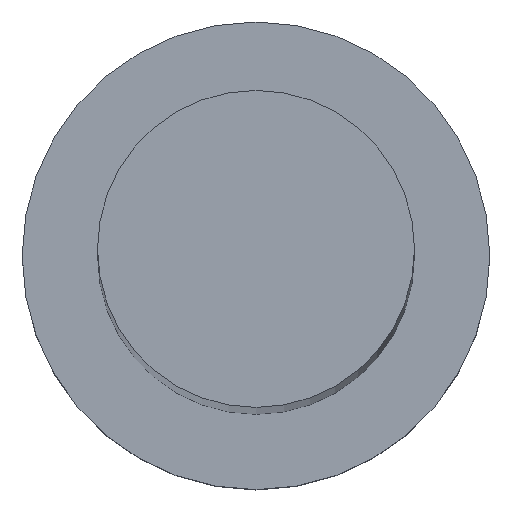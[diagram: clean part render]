
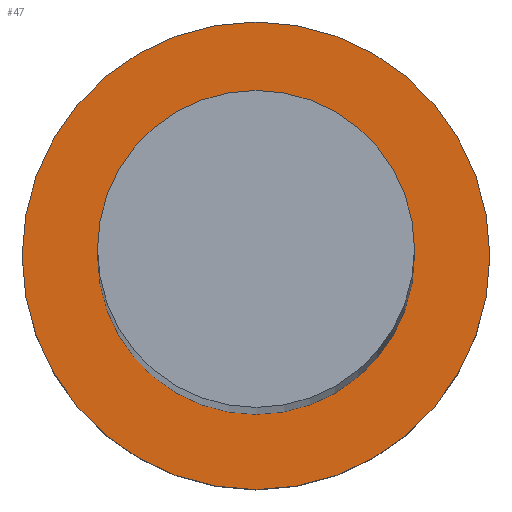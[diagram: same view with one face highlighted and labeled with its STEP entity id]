
A CAD part, top view. The second image highlights one B-rep face of the part: STEP entity #47.
In plain terms, the highlighted planar face has unit normal (0, 0, 1).
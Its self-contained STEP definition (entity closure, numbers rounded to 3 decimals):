
#11 = DIRECTION ( 'NONE',  ( 1., 0., 0. ) ) ;
#15 = DIRECTION ( 'NONE',  ( 1., 0., 0. ) ) ;
#22 = EDGE_CURVE ( 'NONE', #226, #240, #200, .T. ) ;
#23 = CARTESIAN_POINT ( 'NONE',  ( 0., 0., 7. ) ) ;
#30 = DIRECTION ( 'NONE',  ( 0., 0., 1. ) ) ;
#44 = CARTESIAN_POINT ( 'NONE',  ( 0., 0., 7. ) ) ;
#47 = ADVANCED_FACE ( 'NONE', ( #216, #149 ), #108, .T. ) ;
#58 = DIRECTION ( 'NONE',  ( 0., 0., 1. ) ) ;
#60 = AXIS2_PLACEMENT_3D ( 'NONE', #191, #164, #232 ) ;
#78 = CIRCLE ( 'NONE', #94, 6.1 ) ;
#79 = ORIENTED_EDGE ( 'NONE', *, *, #211, .F. ) ;
#92 = CARTESIAN_POINT ( 'NONE',  ( 0., 0., 7. ) ) ;
#94 = AXIS2_PLACEMENT_3D ( 'NONE', #92, #30, #233 ) ;
#95 = EDGE_LOOP ( 'NONE', ( #168, #217 ) ) ;
#99 = VERTEX_POINT ( 'NONE', #252 ) ;
#102 = DIRECTION ( 'NONE',  ( 0., 0., 1. ) ) ;
#107 = CARTESIAN_POINT ( 'NONE',  ( 0., 0., 7. ) ) ;
#108 = PLANE ( 'NONE',  #60 ) ;
#112 = CIRCLE ( 'NONE', #141, 9. ) ;
#114 = AXIS2_PLACEMENT_3D ( 'NONE', #44, #58, #198 ) ;
#126 = CARTESIAN_POINT ( 'NONE',  ( -9., 0., 7. ) ) ;
#141 = AXIS2_PLACEMENT_3D ( 'NONE', #107, #151, #15 ) ;
#149 = FACE_OUTER_BOUND ( 'NONE', #95, .T. ) ;
#151 = DIRECTION ( 'NONE',  ( 0., 0., 1. ) ) ;
#164 = DIRECTION ( 'NONE',  ( 0., 0., 1. ) ) ;
#165 = EDGE_CURVE ( 'NONE', #240, #226, #112, .T. ) ;
#168 = ORIENTED_EDGE ( 'NONE', *, *, #165, .T. ) ;
#172 = EDGE_CURVE ( 'NONE', #192, #99, #78, .T. ) ;
#174 = ORIENTED_EDGE ( 'NONE', *, *, #172, .F. ) ;
#176 = CARTESIAN_POINT ( 'NONE',  ( 9., 0., 7. ) ) ;
#191 = CARTESIAN_POINT ( 'NONE',  ( 0., 0., 7. ) ) ;
#192 = VERTEX_POINT ( 'NONE', #237 ) ;
#198 = DIRECTION ( 'NONE',  ( 1., 0., 0. ) ) ;
#200 = CIRCLE ( 'NONE', #234, 9. ) ;
#211 = EDGE_CURVE ( 'NONE', #99, #192, #239, .T. ) ;
#216 = FACE_BOUND ( 'NONE', #220, .T. ) ;
#217 = ORIENTED_EDGE ( 'NONE', *, *, #22, .T. ) ;
#220 = EDGE_LOOP ( 'NONE', ( #174, #79 ) ) ;
#226 = VERTEX_POINT ( 'NONE', #176 ) ;
#232 = DIRECTION ( 'NONE',  ( 1., 0., 0. ) ) ;
#233 = DIRECTION ( 'NONE',  ( 1., 0., 0. ) ) ;
#234 = AXIS2_PLACEMENT_3D ( 'NONE', #23, #102, #11 ) ;
#237 = CARTESIAN_POINT ( 'NONE',  ( -6.1, 0., 7. ) ) ;
#239 = CIRCLE ( 'NONE', #114, 6.1 ) ;
#240 = VERTEX_POINT ( 'NONE', #126 ) ;
#252 = CARTESIAN_POINT ( 'NONE',  ( 6.1, 0., 7. ) ) ;
